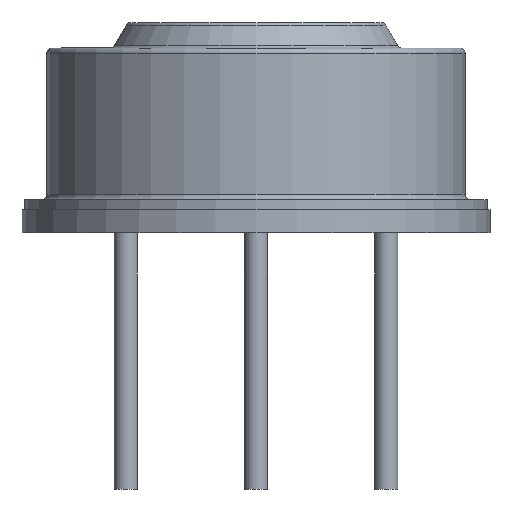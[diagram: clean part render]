
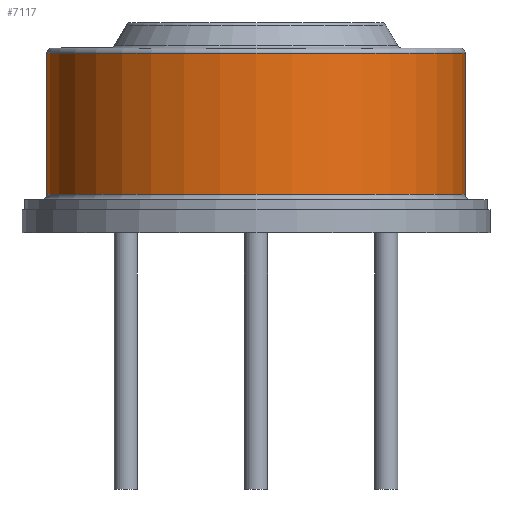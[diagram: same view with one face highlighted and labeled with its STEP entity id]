
A CAD part, left-side view. The second image highlights one B-rep face of the part: STEP entity #7117.
In plain terms, the highlighted cylindrical face has radius 4.075 mm (diameter 8.15 mm), a partial arc.
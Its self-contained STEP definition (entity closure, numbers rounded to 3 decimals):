
#163 = VECTOR ( 'NONE', #3251, 1000. ) ;
#229 = CARTESIAN_POINT ( 'NONE',  ( -0.002, -4.077, 0.75 ) ) ;
#244 = CARTESIAN_POINT ( 'NONE',  ( -0.002, 4.073, 3.5 ) ) ;
#382 = ORIENTED_EDGE ( 'NONE', *, *, #1264, .T. ) ;
#468 = CIRCLE ( 'NONE', #2409, 4.075 ) ;
#550 = CARTESIAN_POINT ( 'NONE',  ( -0.002, -0.002, 3.6 ) ) ;
#767 = DIRECTION ( 'NONE',  ( 0., 1., 0. ) ) ;
#842 = CARTESIAN_POINT ( 'NONE',  ( -0.002, -4.077, 3.6 ) ) ;
#1264 = EDGE_CURVE ( 'NONE', #8621, #4755, #2543, .T. ) ;
#1322 = VERTEX_POINT ( 'NONE', #229 ) ;
#1329 = DIRECTION ( 'NONE',  ( 0., 0., -1. ) ) ;
#1504 = CARTESIAN_POINT ( 'NONE',  ( -0.002, 4.073, 0.75 ) ) ;
#1688 = ORIENTED_EDGE ( 'NONE', *, *, #2916, .T. ) ;
#1712 = CIRCLE ( 'NONE', #6963, 4.075 ) ;
#1932 = CARTESIAN_POINT ( 'NONE',  ( -0.002, -4.077, 3.5 ) ) ;
#1995 = DIRECTION ( 'NONE',  ( 0., -1., 0. ) ) ;
#2163 = CARTESIAN_POINT ( 'NONE',  ( -0.002, -0.002, 3.5 ) ) ;
#2409 = AXIS2_PLACEMENT_3D ( 'NONE', #5838, #8689, #5047 ) ;
#2543 = LINE ( 'NONE', #6824, #163 ) ;
#2844 = ORIENTED_EDGE ( 'NONE', *, *, #6443, .F. ) ;
#2916 = EDGE_CURVE ( 'NONE', #4755, #1322, #468, .T. ) ;
#3251 = DIRECTION ( 'NONE',  ( 0., 0., -1. ) ) ;
#3405 = DIRECTION ( 'NONE',  ( 0., 0., -1. ) ) ;
#3853 = LINE ( 'NONE', #842, #7798 ) ;
#4544 = EDGE_CURVE ( 'NONE', #7439, #8621, #1712, .T. ) ;
#4755 = VERTEX_POINT ( 'NONE', #1504 ) ;
#4961 = AXIS2_PLACEMENT_3D ( 'NONE', #550, #3405, #1995 ) ;
#5047 = DIRECTION ( 'NONE',  ( 0., 1., 0. ) ) ;
#5838 = CARTESIAN_POINT ( 'NONE',  ( -0.002, -0.002, 0.75 ) ) ;
#6274 = CYLINDRICAL_SURFACE ( 'NONE', #4961, 4.075 ) ;
#6443 = EDGE_CURVE ( 'NONE', #7439, #1322, #3853, .T. ) ;
#6718 = ORIENTED_EDGE ( 'NONE', *, *, #4544, .T. ) ;
#6824 = CARTESIAN_POINT ( 'NONE',  ( -0.002, 4.073, 3.6 ) ) ;
#6963 = AXIS2_PLACEMENT_3D ( 'NONE', #2163, #1329, #767 ) ;
#6977 = FACE_OUTER_BOUND ( 'NONE', #7031, .T. ) ;
#7031 = EDGE_LOOP ( 'NONE', ( #6718, #382, #1688, #2844 ) ) ;
#7117 = ADVANCED_FACE ( 'NONE', ( #6977 ), #6274, .T. ) ;
#7439 = VERTEX_POINT ( 'NONE', #1932 ) ;
#7798 = VECTOR ( 'NONE', #7966, 1000. ) ;
#7966 = DIRECTION ( 'NONE',  ( 0., 0., -1. ) ) ;
#8621 = VERTEX_POINT ( 'NONE', #244 ) ;
#8689 = DIRECTION ( 'NONE',  ( 0., 0., 1. ) ) ;
